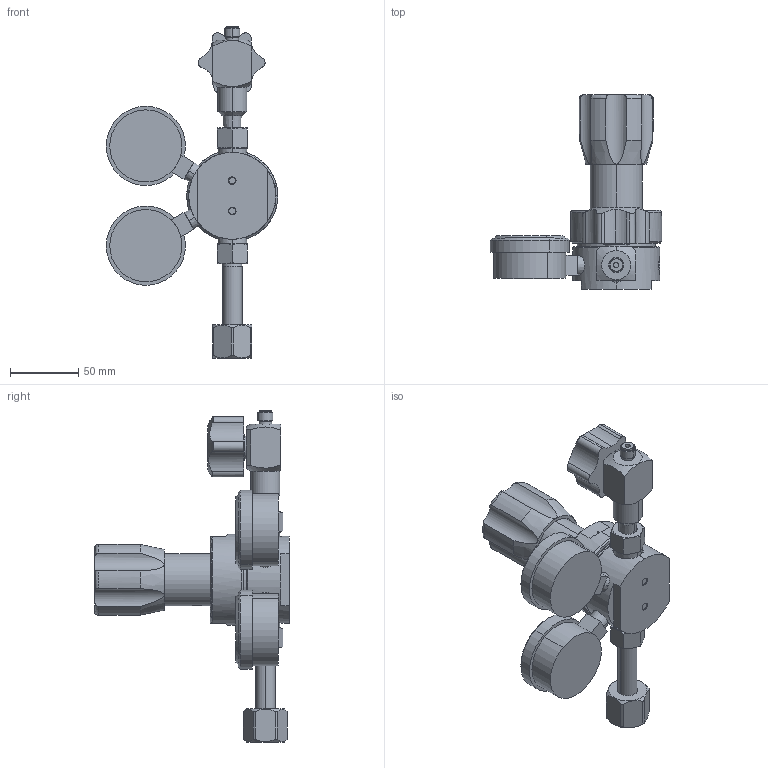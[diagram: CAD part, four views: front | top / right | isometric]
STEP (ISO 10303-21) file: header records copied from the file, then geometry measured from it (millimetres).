
FILE_DESCRIPTION((''),'2;1');
FILE_NAME('M3633A-330_ASM','2019-03-04T',('dlachman'),('MATHESON TRI-GAS'),'CREO PARAMETRIC BY PTC INC, 2018220','CREO PARAMETRIC BY PTC INC, 2018220','');
FILE_SCHEMA(('CONFIG_CONTROL_DESIGN'));
Length unit declared in the file: inch
Products named in the file (9): MREG-5604-SA; MBUS-0237-SA; MCNN-0248-SA; MGAG-0605-SA; MGAG-0094-SA; MVLV-0829-SA_1; MVLV-0829-SA_2; MVLV-0829-SA_ASM; M3633A-330_ASM
Assembly tree (9 placements, depth 3):
  M3633A-330_ASM
    MREG-5604-SA
    MBUS-0237-SA  x2
    MCNN-0248-SA
    MGAG-0605-SA
    MGAG-0094-SA
    MVLV-0829-SA_ASM
      MVLV-0829-SA_1
      MVLV-0829-SA_2
Bounding box: 125.36 x 142.24 x 242.59 mm (x, y, z)
Volume: 488630.2 mm3; surface area: 119754.9 mm2
Topology: 10 solids, 11 shells, 433 faces, 1007 edges, 636 vertices
Faces by surface type: plane 150, cone 138, cylinder 117, torus 22, extrusion 4, bspline 2
Entity records: 13463 total; most frequent: CARTESIAN_POINT 4135, DIRECTION 1983, ORIENTED_EDGE 1850, EDGE_CURVE 925, AXIS2_PLACEMENT_3D 803, VERTEX_POINT 588, EDGE_LOOP 441, CIRCLE 396
